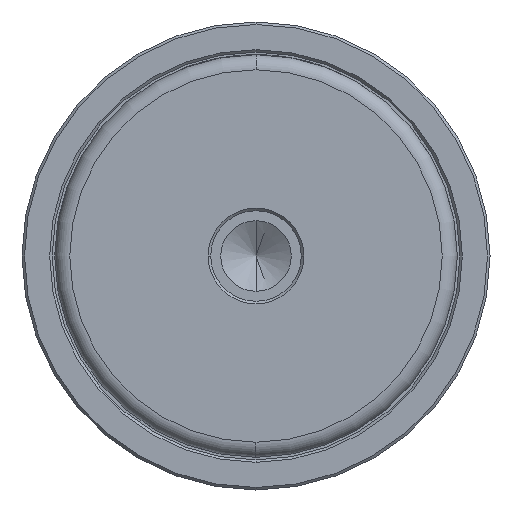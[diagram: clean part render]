
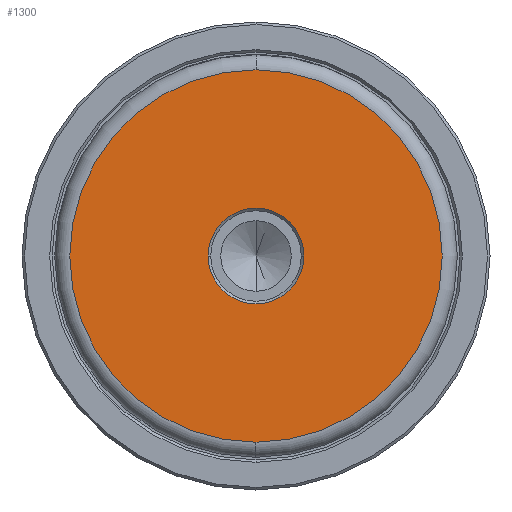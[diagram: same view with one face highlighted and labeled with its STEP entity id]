
A CAD part, left-side view. The second image highlights one B-rep face of the part: STEP entity #1300.
In plain terms, the highlighted planar face has unit normal (-1, 0, 0).
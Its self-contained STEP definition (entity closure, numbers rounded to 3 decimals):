
#90 = DIRECTION ( 'NONE',  ( -1., 0., 0. ) ) ;
#163 = ORIENTED_EDGE ( 'NONE', *, *, #2428, .T. ) ;
#206 = CIRCLE ( 'NONE', #1981, 36.997 ) ;
#340 = VERTEX_POINT ( 'NONE', #1230 ) ;
#348 = EDGE_CURVE ( 'NONE', #2606, #340, #1569, .T. ) ;
#473 = AXIS2_PLACEMENT_3D ( 'NONE', #804, #2268, #1017 ) ;
#570 = FACE_OUTER_BOUND ( 'NONE', #1425, .T. ) ;
#657 = DIRECTION ( 'NONE',  ( -1., 0., 0. ) ) ;
#769 = CARTESIAN_POINT ( 'NONE',  ( 0., 9.5, 0. ) ) ;
#791 = DIRECTION ( 'NONE',  ( -1., 0., 0. ) ) ;
#804 = CARTESIAN_POINT ( 'NONE',  ( 0., 0., 0. ) ) ;
#834 = DIRECTION ( 'NONE',  ( 1., 0., 0. ) ) ;
#995 = CARTESIAN_POINT ( 'NONE',  ( 0., 0., 0. ) ) ;
#1014 = VERTEX_POINT ( 'NONE', #1784 ) ;
#1017 = DIRECTION ( 'NONE',  ( 0., 0., 1. ) ) ;
#1225 = PLANE ( 'NONE',  #2226 ) ;
#1230 = CARTESIAN_POINT ( 'NONE',  ( 0., -9.5, 0. ) ) ;
#1273 = CIRCLE ( 'NONE', #1980, 36.997 ) ;
#1300 = ADVANCED_FACE ( 'NONE', ( #1758, #570 ), #1225, .T. ) ;
#1335 = CARTESIAN_POINT ( 'NONE',  ( 0., 0., 0. ) ) ;
#1393 = ORIENTED_EDGE ( 'NONE', *, *, #348, .T. ) ;
#1418 = DIRECTION ( 'NONE',  ( 0., 0., 1. ) ) ;
#1425 = EDGE_LOOP ( 'NONE', ( #163, #1602 ) ) ;
#1540 = DIRECTION ( 'NONE',  ( 0., 0., 1. ) ) ;
#1541 = CARTESIAN_POINT ( 'NONE',  ( 0., 0., -36.997 ) ) ;
#1569 = CIRCLE ( 'NONE', #473, 9.5 ) ;
#1602 = ORIENTED_EDGE ( 'NONE', *, *, #1870, .T. ) ;
#1702 = VERTEX_POINT ( 'NONE', #1541 ) ;
#1752 = ORIENTED_EDGE ( 'NONE', *, *, #2286, .T. ) ;
#1758 = FACE_BOUND ( 'NONE', #2215, .T. ) ;
#1784 = CARTESIAN_POINT ( 'NONE',  ( 0., 0., 36.997 ) ) ;
#1870 = EDGE_CURVE ( 'NONE', #1702, #1014, #1273, .T. ) ;
#1894 = CARTESIAN_POINT ( 'NONE',  ( 0., 0., 0. ) ) ;
#1980 = AXIS2_PLACEMENT_3D ( 'NONE', #1894, #657, #2100 ) ;
#1981 = AXIS2_PLACEMENT_3D ( 'NONE', #1335, #90, #1540 ) ;
#2092 = CARTESIAN_POINT ( 'NONE',  ( 0., 0., 0. ) ) ;
#2100 = DIRECTION ( 'NONE',  ( 0., 0., 1. ) ) ;
#2181 = AXIS2_PLACEMENT_3D ( 'NONE', #2092, #834, #2302 ) ;
#2215 = EDGE_LOOP ( 'NONE', ( #1752, #1393 ) ) ;
#2226 = AXIS2_PLACEMENT_3D ( 'NONE', #995, #791, #1418 ) ;
#2268 = DIRECTION ( 'NONE',  ( 1., 0., 0. ) ) ;
#2286 = EDGE_CURVE ( 'NONE', #340, #2606, #2505, .T. ) ;
#2302 = DIRECTION ( 'NONE',  ( 0., 0., 1. ) ) ;
#2428 = EDGE_CURVE ( 'NONE', #1014, #1702, #206, .T. ) ;
#2505 = CIRCLE ( 'NONE', #2181, 9.5 ) ;
#2606 = VERTEX_POINT ( 'NONE', #769 ) ;
